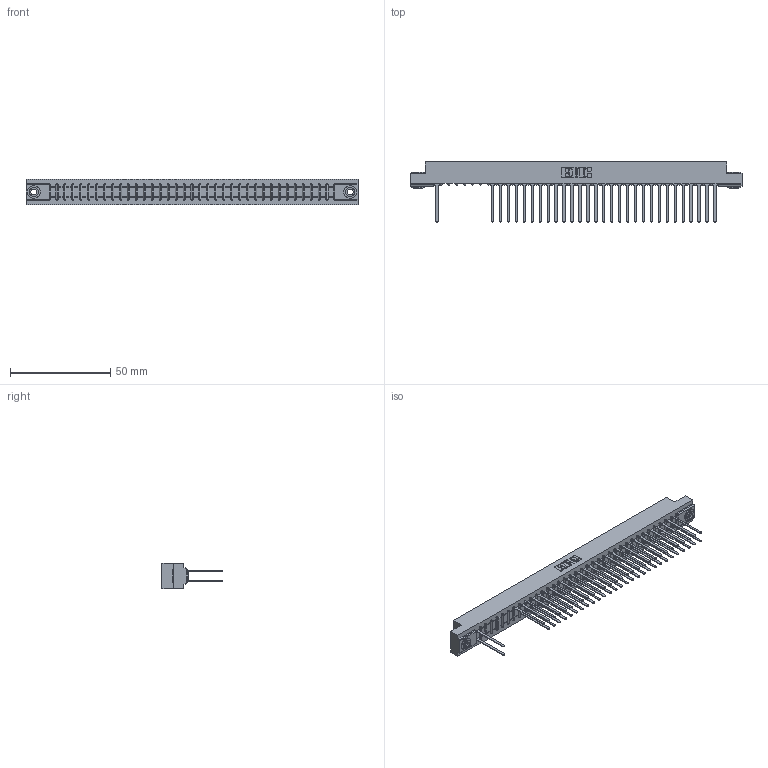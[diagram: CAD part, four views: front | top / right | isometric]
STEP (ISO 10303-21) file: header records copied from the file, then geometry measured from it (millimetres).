
FILE_DESCRIPTION (( 'STEP AP203' ), '1' );
FILE_NAME ('307-072-540-203.STEP', '2018-08-06T13:57:43', ( '' ), ( '' ), 'SwSTEP 2.0', 'SolidWorks 2016', '' );
FILE_SCHEMA (( 'CONFIG_CONTROL_DESIGN' ));
Length unit declared in the file: inch
Products named in the file (4): 307 Part_.156 Dia Mounting Holes; 307-290-001_540; 345-250-002_345-250-002-102; 307-072-540-203
Assembly tree (62 placements, depth 2):
  307-072-540-203
    307 Part_.156 Dia Mounting Holes
    307-290-001_540  x59
    345-250-002_345-250-002-102  x2
Bounding box: 165.66 x 30 x 12.7 mm (x, y, z)
Volume: 17735.8 mm3; surface area: 22692.8 mm2
Topology: 62 solids, 62 shells, 3051 faces, 8521 edges, 5498 vertices
Faces by surface type: plane 2001, cylinder 968, sphere 74, cone 8
Entity records: 33371 total; most frequent: CARTESIAN_POINT 5496, ORIENTED_EDGE 5450, DIRECTION 5387, EDGE_CURVE 2725, VECTOR 2081, LINE 2081, VERTEX_POINT 1762, AXIS2_PLACEMENT_3D 1653
